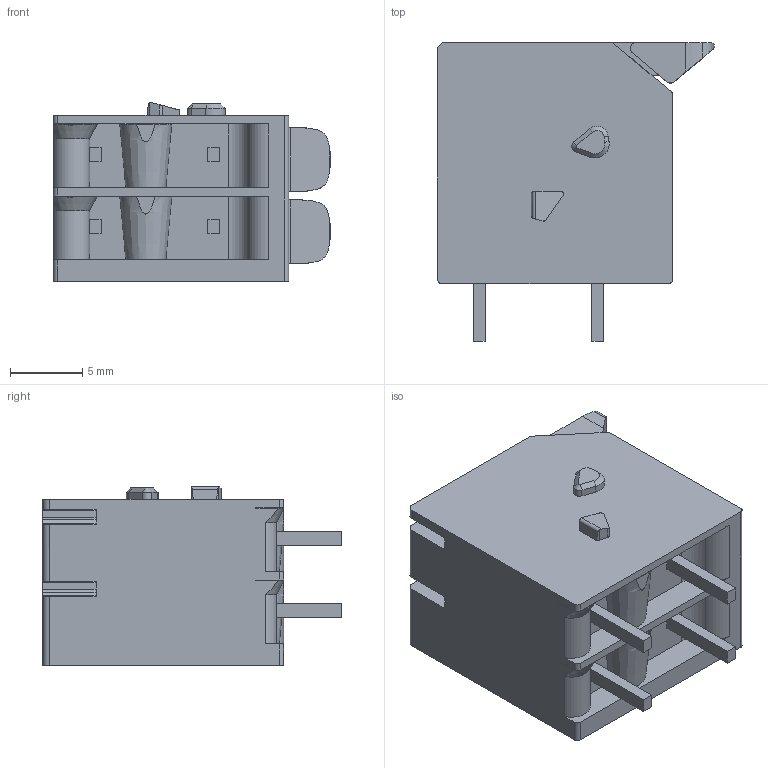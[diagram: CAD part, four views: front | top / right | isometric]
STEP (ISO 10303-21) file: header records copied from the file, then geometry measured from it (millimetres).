
FILE_DESCRIPTION(/* description */ ('STEP AP214'),/* implementation_level */ '2;1');
FILE_NAME(/* name */ '2604-1102',/* time_stamp */ '2025-06-26T11:10:27+02:00',/* author */ ('License CC BY-ND 4.0'),/* organization */ ('CADENAS'),/* preprocessor_version */ 'ST-DEVELOPER v19.3',/* originating_system */ 'PARTsolutions',/* authorisation */ ' ');
FILE_SCHEMA (('AUTOMOTIVE_DESIGN {1 0 10303 214 3 1 1}'));
Length unit declared in the file: millimetre
Products named in the file (1): 2604-1102
Bounding box: 19.2 x 20.7 x 12.4 mm (x, y, z)
Volume: 2712.7 mm3; surface area: 2079.3 mm2
Topology: 1 solids, 1 shells, 239 faces, 641 edges, 412 vertices
Faces by surface type: plane 135, cylinder 77, cone 27
Entity records: 9172 total; most frequent: CARTESIAN_POINT 1401, ORIENTED_EDGE 1282, DIRECTION 1270, EDGE_CURVE 641, LINE 432, VECTOR 432, AXIS2_PLACEMENT_3D 419, VERTEX_POINT 412
